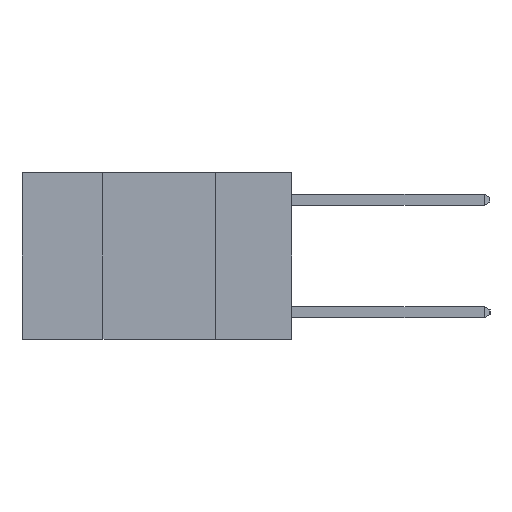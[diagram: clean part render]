
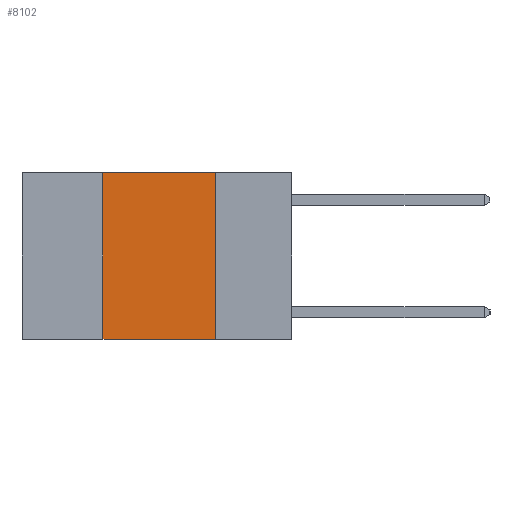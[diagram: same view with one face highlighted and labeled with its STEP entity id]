
A CAD part, left-side view. The second image highlights one B-rep face of the part: STEP entity #8102.
In plain terms, the highlighted planar face has unit normal (-1, 0, 0).
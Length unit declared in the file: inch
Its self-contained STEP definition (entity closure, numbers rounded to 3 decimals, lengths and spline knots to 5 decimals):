
#105 = VERTEX_POINT ( 'NONE', #11691 ) ;
#255 = VECTOR ( 'NONE', #11359, 39.37008 ) ;
#1648 = CARTESIAN_POINT ( 'NONE',  ( 0., 0.17, 0. ) ) ;
#1699 = PLANE ( 'NONE',  #8717 ) ;
#1912 = CARTESIAN_POINT ( 'NONE',  ( 0., 0.17, 0. ) ) ;
#2254 = VERTEX_POINT ( 'NONE', #1912 ) ;
#2517 = CARTESIAN_POINT ( 'NONE',  ( 0., 0.42, 0. ) ) ;
#2662 = CARTESIAN_POINT ( 'NONE',  ( 0., 0.42, 0. ) ) ;
#2818 = DIRECTION ( 'NONE',  ( 0., -1., 0. ) ) ;
#2863 = LINE ( 'NONE', #2517, #9872 ) ;
#3848 = VECTOR ( 'NONE', #8973, 39.37008 ) ;
#3985 = EDGE_CURVE ( 'NONE', #6903, #2254, #10022, .T. ) ;
#4271 = EDGE_CURVE ( 'NONE', #2254, #7087, #6544, .T. ) ;
#4466 = DIRECTION ( 'NONE',  ( 0., 0., -1. ) ) ;
#4982 = EDGE_CURVE ( 'NONE', #105, #7087, #9002, .T. ) ;
#5524 = ORIENTED_EDGE ( 'NONE', *, *, #9339, .F. ) ;
#5858 = CARTESIAN_POINT ( 'NONE',  ( 0., 0.6, 0. ) ) ;
#6045 = ORIENTED_EDGE ( 'NONE', *, *, #4982, .T. ) ;
#6544 = LINE ( 'NONE', #1648, #3848 ) ;
#6903 = VERTEX_POINT ( 'NONE', #2662 ) ;
#7087 = VERTEX_POINT ( 'NONE', #7642 ) ;
#7345 = CARTESIAN_POINT ( 'NONE',  ( 0., 0.6, -0.37 ) ) ;
#7642 = CARTESIAN_POINT ( 'NONE',  ( 0., 0.17, -0.37 ) ) ;
#7878 = ORIENTED_EDGE ( 'NONE', *, *, #4271, .F. ) ;
#8099 = CARTESIAN_POINT ( 'NONE',  ( 0., 0.6, 0. ) ) ;
#8102 = ADVANCED_FACE ( 'NONE', ( #9320 ), #1699, .F. ) ;
#8717 = AXIS2_PLACEMENT_3D ( 'NONE', #8099, #9950, #4466 ) ;
#8938 = DIRECTION ( 'NONE',  ( 0., 0., 1. ) ) ;
#8973 = DIRECTION ( 'NONE',  ( 0., 0., -1. ) ) ;
#9002 = LINE ( 'NONE', #7345, #10885 ) ;
#9287 = ORIENTED_EDGE ( 'NONE', *, *, #3985, .F. ) ;
#9320 = FACE_OUTER_BOUND ( 'NONE', #9566, .T. ) ;
#9339 = EDGE_CURVE ( 'NONE', #105, #6903, #2863, .T. ) ;
#9566 = EDGE_LOOP ( 'NONE', ( #7878, #9287, #5524, #6045 ) ) ;
#9872 = VECTOR ( 'NONE', #8938, 39.37008 ) ;
#9950 = DIRECTION ( 'NONE',  ( 1., 0., 0. ) ) ;
#10022 = LINE ( 'NONE', #5858, #255 ) ;
#10885 = VECTOR ( 'NONE', #2818, 39.37008 ) ;
#11359 = DIRECTION ( 'NONE',  ( 0., -1., 0. ) ) ;
#11691 = CARTESIAN_POINT ( 'NONE',  ( 0., 0.42, -0.37 ) ) ;
